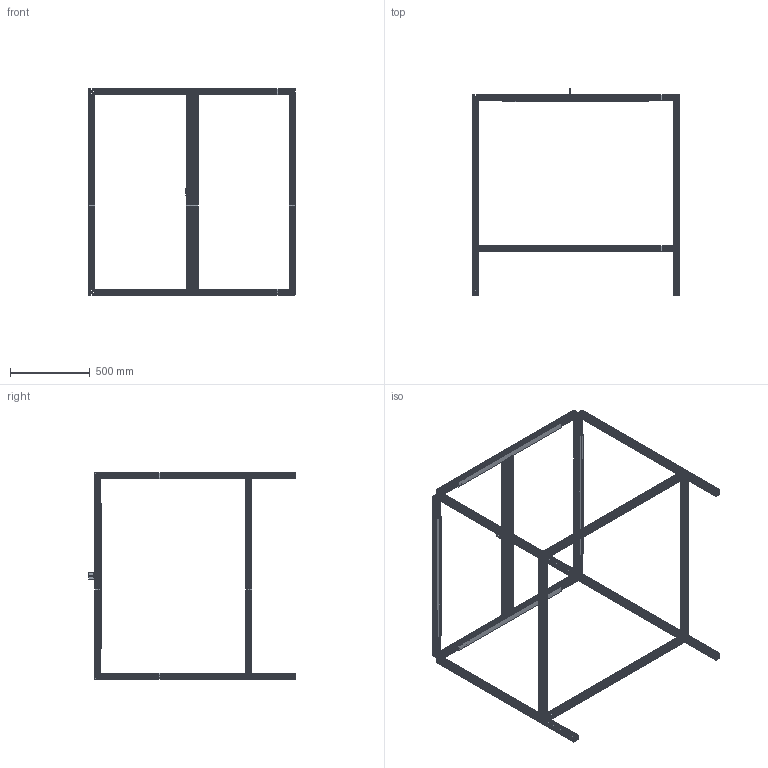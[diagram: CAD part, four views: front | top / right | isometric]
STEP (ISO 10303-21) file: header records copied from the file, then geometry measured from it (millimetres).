
FILE_DESCRIPTION (( 'STEP AP214' ), '1' );
FILE_NAME ('Effectivness Test Frame.STEP', '2021-04-07T19:47:13', ( '' ), ( '' ), 'SwSTEP 2.0', 'SolidWorks 2019', '' );
FILE_SCHEMA (( 'AUTOMOTIVE_DESIGN' ));
Length unit declared in the file: inch
Products named in the file (5): 47065T408_T-SLOTTED FRAMING_47065T408; 47065T837_T-SLOTTED FRAMING_47065T837; 47065T127_ALUMINUM T-SLOTTED FRAMING EXTRUSION_47065T127; 47065T137_ALUMINUM T-SLOTTED FRAMING EXTRUSION_47065T137; Effectivness Test Frame
Assembly tree (18 placements, depth 2):
  Effectivness Test Frame
    47065T127_ALUMINUM T-SLOTTED FRAMING EXTRUSION_47065T127  x12
    47065T137_ALUMINUM T-SLOTTED FRAMING EXTRUSION_47065T137
    47065T408_T-SLOTTED FRAMING_47065T408
    47065T837_T-SLOTTED FRAMING_47065T837  x4
Bounding box: 1297.55 x 1295.45 x 1295.75 mm (x, y, z)
Volume: 13892932.2 mm3; surface area: 6140402.9 mm2
Topology: 18 solids, 18 shells, 1888 faces, 5556 edges, 3704 vertices
Faces by surface type: cylinder 1074, plane 814
Entity records: 12650 total; most frequent: DIRECTION 2236, CARTESIAN_POINT 2177, ORIENTED_EDGE 2148, EDGE_CURVE 1074, AXIS2_PLACEMENT_3D 775, VERTEX_POINT 716, LINE 686, VECTOR 686
